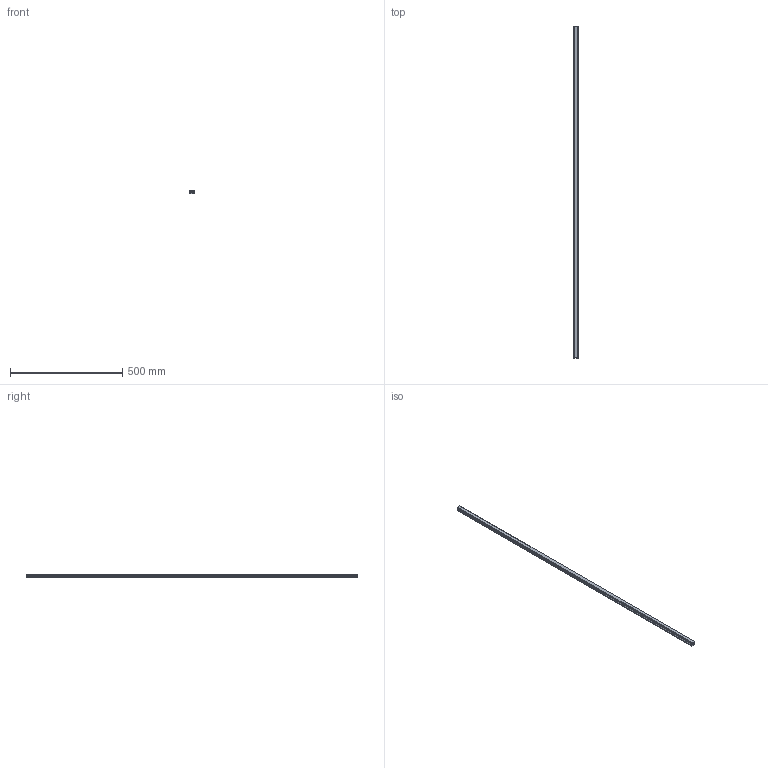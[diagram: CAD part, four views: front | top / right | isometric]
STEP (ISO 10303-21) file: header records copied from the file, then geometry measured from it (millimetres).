
FILE_DESCRIPTION(('STEP AP214'),'1');
FILE_NAME('cctmp_DB9EDB8B-AEC7-472B-B09E-C2525C6381D9_2021_01_21_15_42_33_0793..stp','2021-01-21T14:42:33',('HIWIN GmbH'),('CADClick - www.CADClick.com'),'Spatial InterOp 3D',' ','unknown authorization');
FILE_SCHEMA(('AUTOMOTIVE_DESIGN'));
Length unit declared in the file: millimetre
Products named in the file (1): HGR20T1480C_FILE
Bounding box: 20 x 1480 x 17.5 mm (x, y, z)
Volume: 437045.6 mm3; surface area: 118316.2 mm2
Topology: 1 solids, 1 shells, 207 faces, 553 edges, 327 vertices
Faces by surface type: plane 85, cylinder 72, cone 50
Entity records: 7721 total; most frequent: DIRECTION 1063, CARTESIAN_POINT 1038, ORIENTED_EDGE 1006, EDGE_CURVE 503, LINE 359, VECTOR 359, AXIS2_PLACEMENT_3D 352, VERTEX_POINT 327
